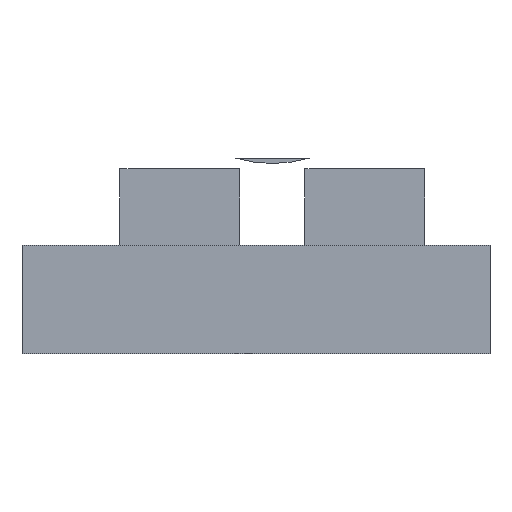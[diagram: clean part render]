
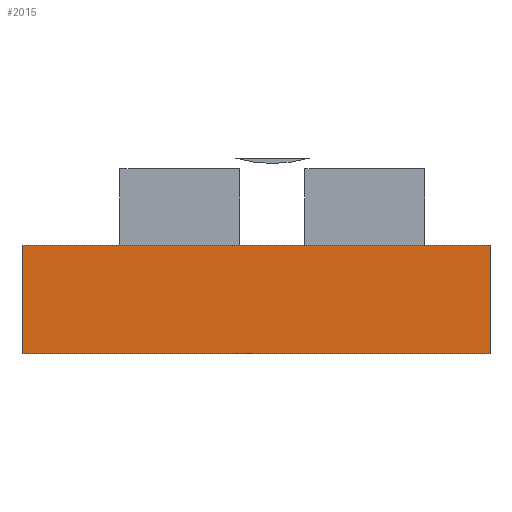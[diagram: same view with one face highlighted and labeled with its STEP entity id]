
A CAD part, front view. The second image highlights one B-rep face of the part: STEP entity #2015.
In plain terms, the highlighted planar face has unit normal (0, -1, 0).
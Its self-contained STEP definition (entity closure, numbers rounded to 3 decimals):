
#121 = PLANE('',#122);
#122 = AXIS2_PLACEMENT_3D('',#123,#124,#125);
#123 = CARTESIAN_POINT('',(-11.7,-16.,0.2));
#124 = DIRECTION('',(0.,0.,1.));
#125 = DIRECTION('',(1.,0.,0.));
#208 = PLANE('',#209);
#209 = AXIS2_PLACEMENT_3D('',#210,#211,#212);
#210 = CARTESIAN_POINT('',(-2.5,7.,-1.8));
#211 = DIRECTION('',(0.,0.,1.));
#212 = DIRECTION('',(1.,0.,0.));
#426 = VERTEX_POINT('',#427);
#427 = CARTESIAN_POINT('',(4.3,-9.2,0.2));
#443 = PLANE('',#444);
#444 = AXIS2_PLACEMENT_3D('',#445,#446,#447);
#445 = CARTESIAN_POINT('',(4.3,-16.,-1.8));
#446 = DIRECTION('',(1.,0.,0.));
#447 = DIRECTION('',(0.,0.,1.));
#654 = VERTEX_POINT('',#655);
#655 = CARTESIAN_POINT('',(-4.3,-9.2,0.2));
#669 = PLANE('',#670);
#670 = AXIS2_PLACEMENT_3D('',#671,#672,#673);
#671 = CARTESIAN_POINT('',(-4.3,-11.15,8.));
#672 = DIRECTION('',(-1.,0.,0.));
#673 = DIRECTION('',(0.,1.,0.));
#681 = EDGE_CURVE('',#654,#426,#682,.T.);
#682 = SURFACE_CURVE('',#683,(#687,#694),.PCURVE_S1.);
#683 = LINE('',#684,#685);
#684 = CARTESIAN_POINT('',(-6.4,-9.2,0.2));
#685 = VECTOR('',#686,1.);
#686 = DIRECTION('',(1.,0.,0.));
#687 = PCURVE('',#121,#688);
#688 = DEFINITIONAL_REPRESENTATION('',(#689),#693);
#689 = LINE('',#690,#691);
#690 = CARTESIAN_POINT('',(5.3,6.8));
#691 = VECTOR('',#692,1.);
#692 = DIRECTION('',(1.,0.));
#693 = ( GEOMETRIC_REPRESENTATION_CONTEXT(2) 
PARAMETRIC_REPRESENTATION_CONTEXT() REPRESENTATION_CONTEXT('2D SPACE',''
  ) );
#694 = PCURVE('',#695,#700);
#695 = PLANE('',#696);
#696 = AXIS2_PLACEMENT_3D('',#697,#698,#699);
#697 = CARTESIAN_POINT('',(-6.4,-9.2,-2.));
#698 = DIRECTION('',(0.,1.,0.));
#699 = DIRECTION('',(0.,0.,1.));
#700 = DEFINITIONAL_REPRESENTATION('',(#701),#705);
#701 = LINE('',#702,#703);
#702 = CARTESIAN_POINT('',(2.2,0.));
#703 = VECTOR('',#704,1.);
#704 = DIRECTION('',(0.,1.));
#705 = ( GEOMETRIC_REPRESENTATION_CONTEXT(2) 
PARAMETRIC_REPRESENTATION_CONTEXT() REPRESENTATION_CONTEXT('2D SPACE',''
  ) );
#1677 = VERTEX_POINT('',#1678);
#1678 = CARTESIAN_POINT('',(4.3,-9.2,-1.8));
#1865 = VERTEX_POINT('',#1866);
#1866 = CARTESIAN_POINT('',(-4.3,-9.2,-1.8));
#1887 = EDGE_CURVE('',#1865,#1677,#1888,.T.);
#1888 = SURFACE_CURVE('',#1889,(#1893,#1900),.PCURVE_S1.);
#1889 = LINE('',#1890,#1891);
#1890 = CARTESIAN_POINT('',(-9.05,-9.2,-1.8));
#1891 = VECTOR('',#1892,1.);
#1892 = DIRECTION('',(1.,0.,0.));
#1893 = PCURVE('',#208,#1894);
#1894 = DEFINITIONAL_REPRESENTATION('',(#1895),#1899);
#1895 = LINE('',#1896,#1897);
#1896 = CARTESIAN_POINT('',(-6.55,-16.2));
#1897 = VECTOR('',#1898,1.);
#1898 = DIRECTION('',(1.,0.));
#1899 = ( GEOMETRIC_REPRESENTATION_CONTEXT(2) 
PARAMETRIC_REPRESENTATION_CONTEXT() REPRESENTATION_CONTEXT('2D SPACE',''
  ) );
#1900 = PCURVE('',#695,#1901);
#1901 = DEFINITIONAL_REPRESENTATION('',(#1902),#1906);
#1902 = LINE('',#1903,#1904);
#1903 = CARTESIAN_POINT('',(0.2,-2.65));
#1904 = VECTOR('',#1905,1.);
#1905 = DIRECTION('',(0.,1.));
#1906 = ( GEOMETRIC_REPRESENTATION_CONTEXT(2) 
PARAMETRIC_REPRESENTATION_CONTEXT() REPRESENTATION_CONTEXT('2D SPACE',''
  ) );
#1972 = EDGE_CURVE('',#426,#1677,#1973,.T.);
#1973 = SURFACE_CURVE('',#1974,(#1978,#1985),.PCURVE_S1.);
#1974 = LINE('',#1975,#1976);
#1975 = CARTESIAN_POINT('',(4.3,-9.2,-1.9));
#1976 = VECTOR('',#1977,1.);
#1977 = DIRECTION('',(0.,0.,-1.));
#1978 = PCURVE('',#443,#1979);
#1979 = DEFINITIONAL_REPRESENTATION('',(#1980),#1984);
#1980 = LINE('',#1981,#1982);
#1981 = CARTESIAN_POINT('',(-0.1,-6.8));
#1982 = VECTOR('',#1983,1.);
#1983 = DIRECTION('',(-1.,0.));
#1984 = ( GEOMETRIC_REPRESENTATION_CONTEXT(2) 
PARAMETRIC_REPRESENTATION_CONTEXT() REPRESENTATION_CONTEXT('2D SPACE',''
  ) );
#1985 = PCURVE('',#695,#1986);
#1986 = DEFINITIONAL_REPRESENTATION('',(#1987),#1991);
#1987 = LINE('',#1988,#1989);
#1988 = CARTESIAN_POINT('',(0.1,10.7));
#1989 = VECTOR('',#1990,1.);
#1990 = DIRECTION('',(-1.,0.));
#1991 = ( GEOMETRIC_REPRESENTATION_CONTEXT(2) 
PARAMETRIC_REPRESENTATION_CONTEXT() REPRESENTATION_CONTEXT('2D SPACE',''
  ) );
#2015 = ADVANCED_FACE('',(#2016),#695,.F.);
#2016 = FACE_BOUND('',#2017,.F.);
#2017 = EDGE_LOOP('',(#2018,#2019,#2040,#2041));
#2018 = ORIENTED_EDGE('',*,*,#1887,.F.);
#2019 = ORIENTED_EDGE('',*,*,#2020,.F.);
#2020 = EDGE_CURVE('',#654,#1865,#2021,.T.);
#2021 = SURFACE_CURVE('',#2022,(#2026,#2033),.PCURVE_S1.);
#2022 = LINE('',#2023,#2024);
#2023 = CARTESIAN_POINT('',(-4.3,-9.2,3.));
#2024 = VECTOR('',#2025,1.);
#2025 = DIRECTION('',(0.,0.,-1.));
#2026 = PCURVE('',#695,#2027);
#2027 = DEFINITIONAL_REPRESENTATION('',(#2028),#2032);
#2028 = LINE('',#2029,#2030);
#2029 = CARTESIAN_POINT('',(5.,2.1));
#2030 = VECTOR('',#2031,1.);
#2031 = DIRECTION('',(-1.,0.));
#2032 = ( GEOMETRIC_REPRESENTATION_CONTEXT(2) 
PARAMETRIC_REPRESENTATION_CONTEXT() REPRESENTATION_CONTEXT('2D SPACE',''
  ) );
#2033 = PCURVE('',#669,#2034);
#2034 = DEFINITIONAL_REPRESENTATION('',(#2035),#2039);
#2035 = LINE('',#2036,#2037);
#2036 = CARTESIAN_POINT('',(1.95,5.));
#2037 = VECTOR('',#2038,1.);
#2038 = DIRECTION('',(0.,1.));
#2039 = ( GEOMETRIC_REPRESENTATION_CONTEXT(2) 
PARAMETRIC_REPRESENTATION_CONTEXT() REPRESENTATION_CONTEXT('2D SPACE',''
  ) );
#2040 = ORIENTED_EDGE('',*,*,#681,.T.);
#2041 = ORIENTED_EDGE('',*,*,#1972,.T.);
